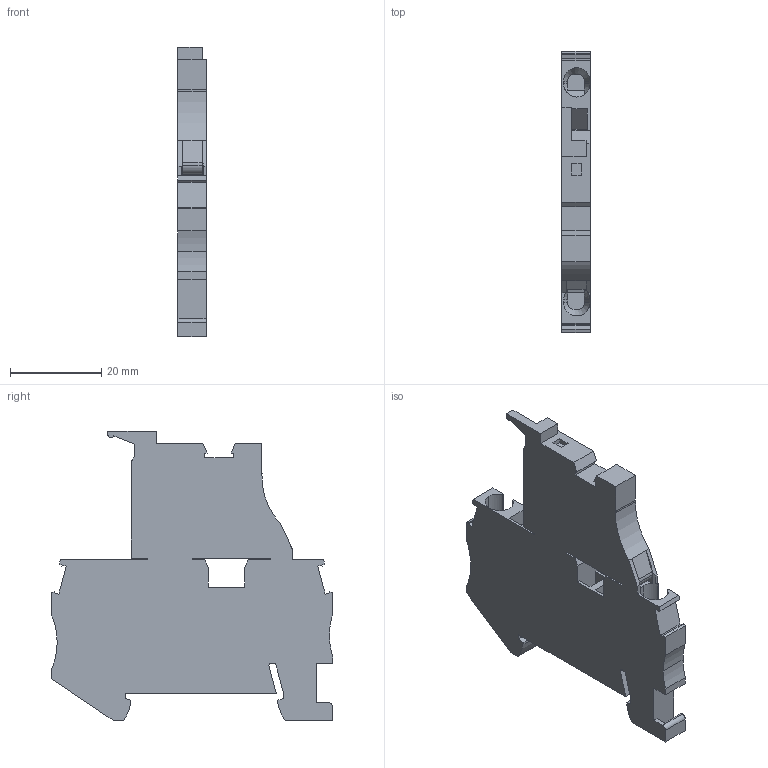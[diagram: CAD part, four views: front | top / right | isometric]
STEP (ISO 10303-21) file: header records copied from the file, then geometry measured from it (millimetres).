
FILE_DESCRIPTION(('STEP AP214'),'1');
FILE_NAME('cctmp_D21A57D5-2F92-421F-9C64-A7179FE21D6C_2023_07_24_21_43_29_0798..stp','2023-07-24T19:43:30',('SIEMENS A&D'),('CADClick - www.CADClick.com'),'Spatial InterOp 3D postprocessed',' ','unknown authorization');
FILE_SCHEMA(('AUTOMOTIVE_DESIGN'));
Length unit declared in the file: millimetre
Products named in the file (1): 2023_07_24_21_43_29_0782
Bounding box: 6.15 x 61.5 x 63.38 mm (x, y, z)
Volume: 14332.8 mm3; surface area: 8241.6 mm2
Topology: 1 solids, 1 shells, 183 faces, 520 edges, 339 vertices
Faces by surface type: plane 143, cylinder 34, cone 6
Entity records: 7439 total; most frequent: CARTESIAN_POINT 2099, ORIENTED_EDGE 1040, DIRECTION 928, EDGE_CURVE 520, LINE 428, VECTOR 428, VERTEX_POINT 339, AXIS2_PLACEMENT_3D 250
